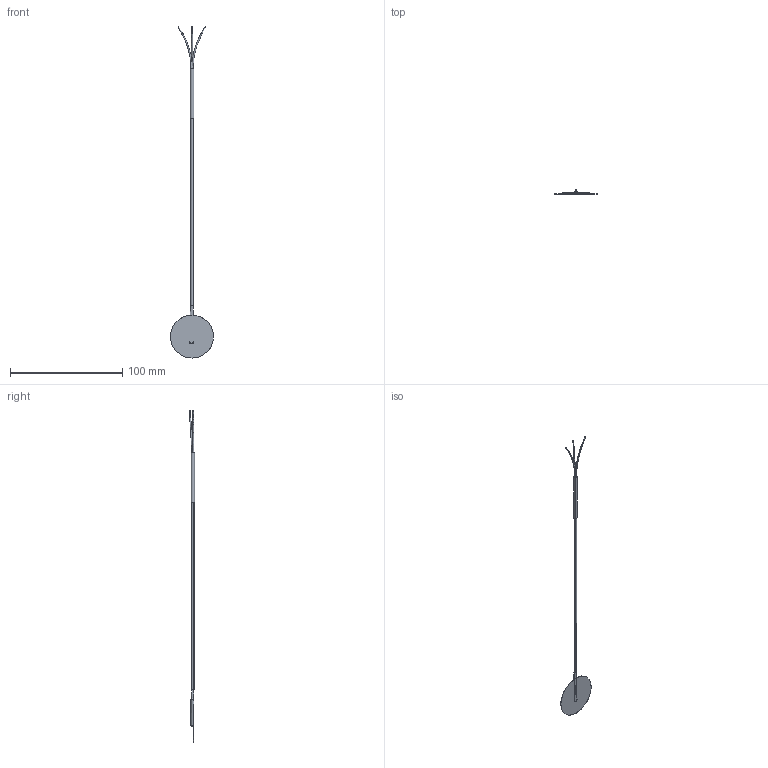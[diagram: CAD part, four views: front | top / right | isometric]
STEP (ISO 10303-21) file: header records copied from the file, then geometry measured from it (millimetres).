
FILE_DESCRIPTION(/* description */ (''),/* implementation_level */ '2;1');
FILE_NAME(/* name */ '8950-0005-XXX, Rev A, SSP2-RTD-PT100-(XXX)-15-N ASSEMBLY (wrapped).stp',/* time_stamp */ '2023-12-11T09:41:39-05:00',/* author */ ('TSC_Grant'),/* organization */ (''),/* preprocessor_version */ 'ST-DEVELOPER v19.2',/* originating_system */ 'Autodesk Inventor 2024',/* authorisation */ '');
FILE_SCHEMA (('AUTOMOTIVE_DESIGN { 1 0 10303 214 3 1 1 }'));
Length unit declared in the file: inch
Products named in the file (1): 8900-0026, Rev --, SSP2-RTD-PT100-(XXX)-15-N ASSEMBLY (wrapped)
Bounding box: 38.1 x 4.6 x 295.28 mm (x, y, z)
Volume: 1157 mm3; surface area: 7952 mm2
Topology: 1 solids, 1 shells, 74 faces, 173 edges, 104 vertices
Faces by surface type: cylinder 28, plane 28, bspline 16, cone 2
Full cylindrical faces by diameter (mm): 0.711 x5, 2.235 x1, 3.175 x1, 38.1 x2
Entity records: 3173 total; most frequent: CARTESIAN_POINT 1300, DIRECTION 366, ORIENTED_EDGE 350, EDGE_CURVE 175, AXIS2_PLACEMENT_3D 158, VERTEX_POINT 104, CIRCLE 97, EDGE_LOOP 87
